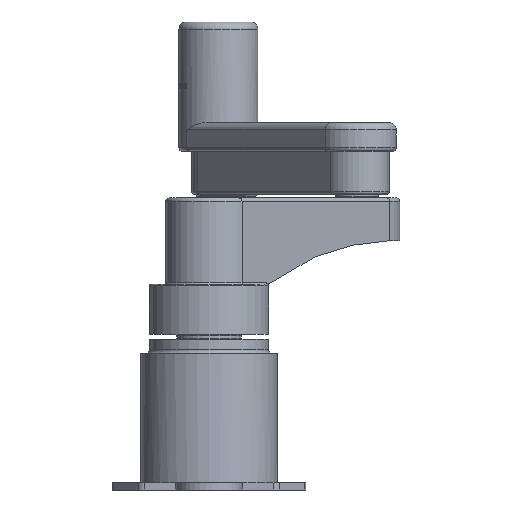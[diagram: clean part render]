
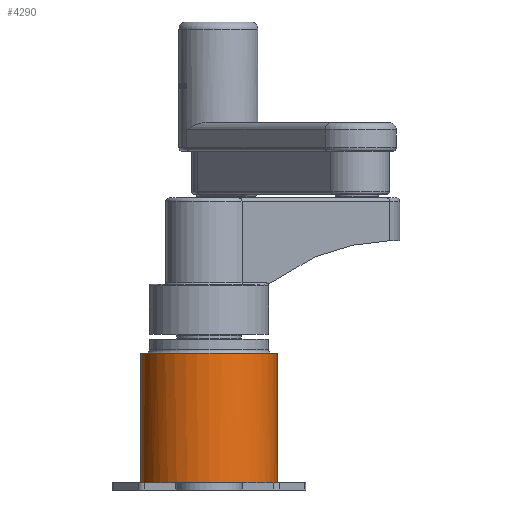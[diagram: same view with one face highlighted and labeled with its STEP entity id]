
A CAD part, front view. The second image highlights one B-rep face of the part: STEP entity #4290.
In plain terms, the highlighted cylindrical face has radius 95 mm (diameter 190 mm), a full revolution.
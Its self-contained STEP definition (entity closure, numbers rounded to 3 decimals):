
#468=LINE('',#6133,#831);
#470=LINE('',#6136,#833);
#472=LINE('',#6154,#835);
#831=VECTOR('',#5089,10.);
#833=VECTOR('',#5091,10.);
#835=VECTOR('',#5117,95.);
#1182=CYLINDRICAL_SURFACE('',#4671,95.);
#1248=FACE_OUTER_BOUND('',#1514,.T.);
#1514=EDGE_LOOP('',(#3085,#3086,#3087,#3088,#3089,#3090,#3091,#3092,#3093,
#3094,#3095,#3096));
#1779=CIRCLE('',#4614,95.);
#1789=CIRCLE('',#4630,95.);
#1790=CIRCLE('',#4631,95.);
#1800=CIRCLE('',#4648,95.);
#1801=CIRCLE('',#4649,95.);
#1802=CIRCLE('',#4650,95.);
#1805=CIRCLE('',#4656,95.);
#1806=CIRCLE('',#4661,95.);
#1916=VERTEX_POINT('',#6032);
#1926=VERTEX_POINT('',#6058);
#1930=VERTEX_POINT('',#6070);
#1931=VERTEX_POINT('',#6072);
#1932=VERTEX_POINT('',#6074);
#1943=VERTEX_POINT('',#6109);
#1944=VERTEX_POINT('',#6110);
#1947=VERTEX_POINT('',#6119);
#1948=VERTEX_POINT('',#6132);
#1949=VERTEX_POINT('',#6134);
#2332=EDGE_CURVE('',#1916,#1916,#1779,.T.);
#2350=EDGE_CURVE('',#1930,#1926,#1789,.T.);
#2352=EDGE_CURVE('',#1932,#1931,#1790,.T.);
#2374=EDGE_CURVE('',#1943,#1932,#1800,.T.);
#2375=EDGE_CURVE('',#1947,#1944,#1801,.T.);
#2376=EDGE_CURVE('',#1926,#1947,#1802,.T.);
#2379=EDGE_CURVE('',#1944,#1943,#1805,.T.);
#2381=EDGE_CURVE('',#1948,#1930,#468,.T.);
#2383=EDGE_CURVE('',#1931,#1949,#470,.T.);
#2384=EDGE_CURVE('',#1949,#1948,#1806,.T.);
#2391=EDGE_CURVE('',#1916,#1947,#472,.T.);
#3085=ORIENTED_EDGE('',*,*,#2332,.T.);
#3086=ORIENTED_EDGE('',*,*,#2391,.T.);
#3087=ORIENTED_EDGE('',*,*,#2375,.T.);
#3088=ORIENTED_EDGE('',*,*,#2379,.T.);
#3089=ORIENTED_EDGE('',*,*,#2374,.T.);
#3090=ORIENTED_EDGE('',*,*,#2352,.T.);
#3091=ORIENTED_EDGE('',*,*,#2383,.T.);
#3092=ORIENTED_EDGE('',*,*,#2384,.T.);
#3093=ORIENTED_EDGE('',*,*,#2381,.T.);
#3094=ORIENTED_EDGE('',*,*,#2350,.T.);
#3095=ORIENTED_EDGE('',*,*,#2376,.T.);
#3096=ORIENTED_EDGE('',*,*,#2391,.F.);
#4290=ADVANCED_FACE('',(#1248),#1182,.T.);
#4614=AXIS2_PLACEMENT_3D('',#6033,#4975,#4976);
#4630=AXIS2_PLACEMENT_3D('',#6071,#5015,#5016);
#4631=AXIS2_PLACEMENT_3D('',#6075,#5018,#5019);
#4648=AXIS2_PLACEMENT_3D('',#6118,#5064,#5065);
#4649=AXIS2_PLACEMENT_3D('',#6120,#5066,#5067);
#4650=AXIS2_PLACEMENT_3D('',#6121,#5068,#5069);
#4656=AXIS2_PLACEMENT_3D('',#6127,#5080,#5081);
#4661=AXIS2_PLACEMENT_3D('',#6138,#5094,#5095);
#4671=AXIS2_PLACEMENT_3D('',#6153,#5115,#5116);
#4975=DIRECTION('center_axis',(0.,0.,-1.));
#4976=DIRECTION('ref_axis',(1.,0.,0.));
#5015=DIRECTION('center_axis',(0.,0.,1.));
#5016=DIRECTION('ref_axis',(1.,0.,0.));
#5018=DIRECTION('center_axis',(0.,0.,1.));
#5019=DIRECTION('ref_axis',(1.,0.,0.));
#5064=DIRECTION('center_axis',(0.,0.,1.));
#5065=DIRECTION('ref_axis',(1.,0.,0.));
#5066=DIRECTION('center_axis',(0.,0.,1.));
#5067=DIRECTION('ref_axis',(1.,0.,0.));
#5068=DIRECTION('center_axis',(0.,0.,1.));
#5069=DIRECTION('ref_axis',(1.,0.,0.));
#5080=DIRECTION('center_axis',(0.,0.,1.));
#5081=DIRECTION('ref_axis',(1.,0.,0.));
#5089=DIRECTION('',(0.,0.,-1.));
#5091=DIRECTION('',(0.,0.,1.));
#5094=DIRECTION('center_axis',(0.,0.,1.));
#5095=DIRECTION('ref_axis',(1.,0.,0.));
#5115=DIRECTION('center_axis',(0.,0.,1.));
#5116=DIRECTION('ref_axis',(1.,0.,0.));
#5117=DIRECTION('',(0.,0.,-1.));
#6032=CARTESIAN_POINT('',(-95.,0.,180.));
#6033=CARTESIAN_POINT('Origin',(0.,0.,180.));
#6058=CARTESIAN_POINT('',(-94.991,1.309,0.));
#6070=CARTESIAN_POINT('',(-80.777,50.,0.));
#6071=CARTESIAN_POINT('Origin',(0.,0.,0.));
#6072=CARTESIAN_POINT('',(80.777,50.,0.));
#6074=CARTESIAN_POINT('',(94.991,1.309,0.));
#6075=CARTESIAN_POINT('Origin',(0.,0.,0.));
#6109=CARTESIAN_POINT('',(45.,-83.666,0.));
#6110=CARTESIAN_POINT('',(-45.,-83.666,0.));
#6118=CARTESIAN_POINT('Origin',(0.,0.,0.));
#6119=CARTESIAN_POINT('',(-95.,0.,0.));
#6120=CARTESIAN_POINT('Origin',(0.,0.,0.));
#6121=CARTESIAN_POINT('Origin',(0.,0.,0.));
#6127=CARTESIAN_POINT('Origin',(0.,0.,0.));
#6132=CARTESIAN_POINT('',(-80.777,50.,147.));
#6133=CARTESIAN_POINT('',(-80.777,50.,0.));
#6134=CARTESIAN_POINT('',(80.777,50.,147.));
#6136=CARTESIAN_POINT('',(80.777,50.,0.));
#6138=CARTESIAN_POINT('Origin',(0.,0.,147.));
#6153=CARTESIAN_POINT('Origin',(0.,0.,0.));
#6154=CARTESIAN_POINT('',(-95.,0.,0.));
